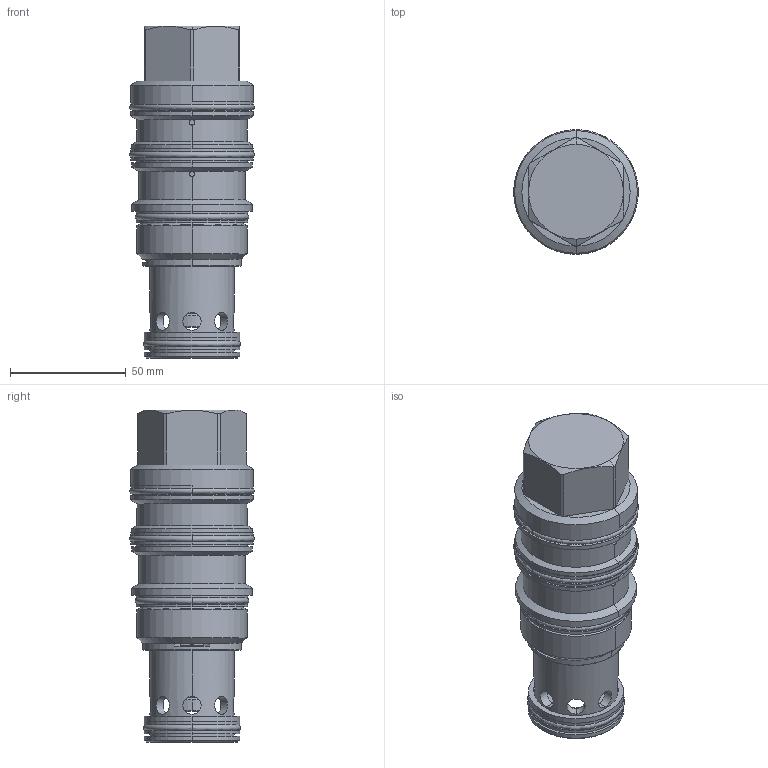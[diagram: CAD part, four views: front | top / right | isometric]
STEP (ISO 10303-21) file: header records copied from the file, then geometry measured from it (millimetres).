
FILE_DESCRIPTION((''),'2;1');
FILE_NAME('DOJR-XHN_PRT','2013-06-13T',('Administrator'),(''),'PRO/ENGINEER BY PARAMETRIC TECHNOLOGY CORPORATION, 2006240','PRO/ENGINEER BY PARAMETRIC TECHNOLOGY CORPORATION, 2006240','');
FILE_SCHEMA(('CONFIG_CONTROL_DESIGN'));
Length unit declared in the file: inch
Products named in the file (1): DOJR-XHN_PRT
Bounding box: 53.84 x 53.84 x 143.69 mm (x, y, z)
Volume: 197102.9 mm3; surface area: 75908.1 mm2
Topology: 6 solids, 6 shells, 386 faces, 844 edges, 508 vertices
Faces by surface type: cylinder 184, cone 78, plane 76, torus 32, revolution 16
Entity records: 12458 total; most frequent: CARTESIAN_POINT 3800, DIRECTION 1920, ORIENTED_EDGE 1676, EDGE_CURVE 838, AXIS2_PLACEMENT_3D 812, VERTEX_POINT 508, EDGE_LOOP 462, CIRCLE 442
